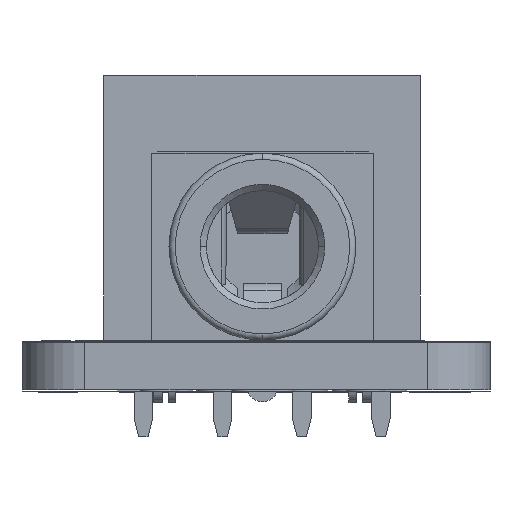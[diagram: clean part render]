
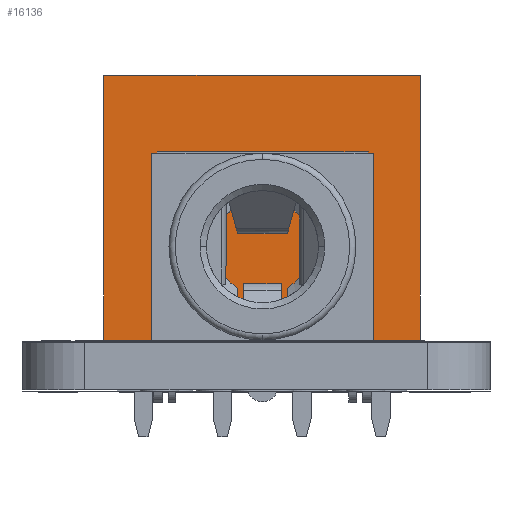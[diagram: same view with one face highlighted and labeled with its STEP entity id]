
A CAD part, left-side view. The second image highlights one B-rep face of the part: STEP entity #16136.
In plain terms, the highlighted planar face has unit normal (-1, 0, 0).
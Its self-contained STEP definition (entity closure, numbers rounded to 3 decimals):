
#15513 = VERTEX_POINT('',#15514);
#15514 = CARTESIAN_POINT('',(-1.27,-8.89,0.));
#15522 = EDGE_CURVE('',#15513,#15523,#15525,.T.);
#15523 = VERTEX_POINT('',#15524);
#15524 = CARTESIAN_POINT('',(-1.27,-8.89,8.5));
#15525 = LINE('',#15526,#15527);
#15526 = CARTESIAN_POINT('',(-1.27,-8.89,0.));
#15527 = VECTOR('',#15528,1.);
#15528 = DIRECTION('',(0.,0.,1.));
#15585 = VERTEX_POINT('',#15586);
#15586 = CARTESIAN_POINT('',(-1.27,1.27,8.5));
#15592 = EDGE_CURVE('',#15593,#15585,#15595,.T.);
#15593 = VERTEX_POINT('',#15594);
#15594 = CARTESIAN_POINT('',(-1.27,1.27,0.));
#15595 = LINE('',#15596,#15597);
#15596 = CARTESIAN_POINT('',(-1.27,1.27,0.));
#15597 = VECTOR('',#15598,1.);
#15598 = DIRECTION('',(0.,0.,1.));
#15657 = EDGE_CURVE('',#15585,#15523,#15658,.T.);
#15658 = LINE('',#15659,#15660);
#15659 = CARTESIAN_POINT('',(-1.27,1.27,8.5));
#15660 = VECTOR('',#15661,1.);
#15661 = DIRECTION('',(0.,-1.,0.));
#15816 = EDGE_CURVE('',#15593,#15513,#15817,.T.);
#15817 = LINE('',#15818,#15819);
#15818 = CARTESIAN_POINT('',(-1.27,1.27,0.));
#15819 = VECTOR('',#15820,1.);
#15820 = DIRECTION('',(0.,-1.,0.));
#16136 = ADVANCED_FACE('',(#16137),#16143,.F.);
#16137 = FACE_BOUND('',#16138,.F.);
#16138 = EDGE_LOOP('',(#16139,#16140,#16141,#16142));
#16139 = ORIENTED_EDGE('',*,*,#15592,.T.);
#16140 = ORIENTED_EDGE('',*,*,#15657,.T.);
#16141 = ORIENTED_EDGE('',*,*,#15522,.F.);
#16142 = ORIENTED_EDGE('',*,*,#15816,.F.);
#16143 = PLANE('',#16144);
#16144 = AXIS2_PLACEMENT_3D('',#16145,#16146,#16147);
#16145 = CARTESIAN_POINT('',(-1.27,1.27,0.));
#16146 = DIRECTION('',(1.,0.,0.));
#16147 = DIRECTION('',(0.,-1.,0.));
